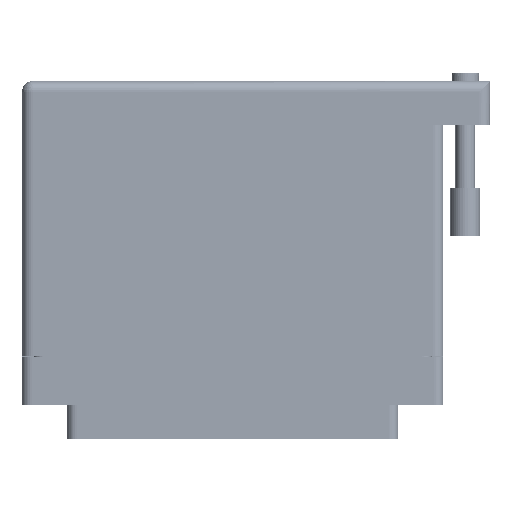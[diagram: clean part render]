
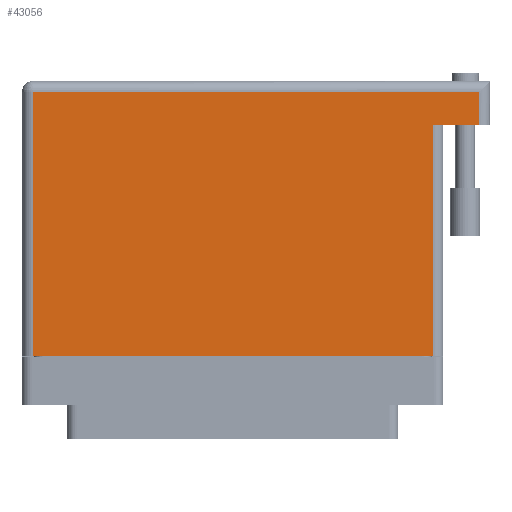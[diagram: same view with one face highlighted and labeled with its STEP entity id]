
A CAD part, front view. The second image highlights one B-rep face of the part: STEP entity #43056.
In plain terms, the highlighted face is planar.
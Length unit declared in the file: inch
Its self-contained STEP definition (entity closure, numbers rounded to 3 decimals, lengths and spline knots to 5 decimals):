
#1331 = CARTESIAN_POINT ( 'NONE',  ( 1.289, 1.395, 0.617 ) ) ;
#2265 = DIRECTION ( 'NONE',  ( 0., 0., -1. ) ) ;
#4789 = CARTESIAN_POINT ( 'NONE',  ( 1.589, 1.675, 0.617 ) ) ;
#6158 = ORIENTED_EDGE ( 'NONE', *, *, #54603, .T. ) ;
#6260 = LINE ( 'NONE', #32383, #32538 ) ;
#8396 = CARTESIAN_POINT ( 'NONE',  ( 1.289, 1.395, 0.617 ) ) ;
#11383 = DIRECTION ( 'NONE',  ( -1., 0., 0. ) ) ;
#11548 = CARTESIAN_POINT ( 'NONE',  ( -1.359, 1.675, 0.617 ) ) ;
#11828 = ORIENTED_EDGE ( 'NONE', *, *, #53645, .T. ) ;
#15004 = DIRECTION ( 'NONE',  ( 0., 1., 0. ) ) ;
#15676 = VERTEX_POINT ( 'NONE', #61868 ) ;
#15679 = ORIENTED_EDGE ( 'NONE', *, *, #36269, .F. ) ;
#15784 = AXIS2_PLACEMENT_3D ( 'NONE', #11548, #2265, #11383 ) ;
#17623 = EDGE_CURVE ( 'NONE', #40661, #64010, #60910, .T. ) ;
#18538 = LINE ( 'NONE', #61154, #58366 ) ;
#19536 = CARTESIAN_POINT ( 'NONE',  ( -1.289, 1.605, 0.617 ) ) ;
#20238 = LINE ( 'NONE', #54746, #47315 ) ;
#20991 = LINE ( 'NONE', #8396, #67539 ) ;
#24865 = CARTESIAN_POINT ( 'NONE',  ( 1.589, 1.605, 0.617 ) ) ;
#27748 = FACE_OUTER_BOUND ( 'NONE', #56019, .T. ) ;
#28941 = DIRECTION ( 'NONE',  ( 0., 1., 0. ) ) ;
#29852 = EDGE_CURVE ( 'NONE', #64010, #38112, #6260, .T. ) ;
#32383 = CARTESIAN_POINT ( 'NONE',  ( -1.359, -0.1, 0.617 ) ) ;
#32538 = VECTOR ( 'NONE', #58942, 39.37008 ) ;
#34106 = ORIENTED_EDGE ( 'NONE', *, *, #29852, .T. ) ;
#36269 = EDGE_CURVE ( 'NONE', #15676, #52155, #18538, .T. ) ;
#38112 = VERTEX_POINT ( 'NONE', #41827 ) ;
#38601 = CARTESIAN_POINT ( 'NONE',  ( -1.289, -0.1, 0.617 ) ) ;
#40661 = VERTEX_POINT ( 'NONE', #19536 ) ;
#41827 = CARTESIAN_POINT ( 'NONE',  ( 1.289, -0.1, 0.617 ) ) ;
#41944 = ORIENTED_EDGE ( 'NONE', *, *, #64729, .T. ) ;
#43056 = ADVANCED_FACE ( 'NONE', ( #27748 ), #63597, .F. ) ;
#44276 = DIRECTION ( 'NONE',  ( -1., 0., 0. ) ) ;
#47315 = VECTOR ( 'NONE', #44276, 39.37008 ) ;
#47406 = DIRECTION ( 'NONE',  ( 0., -1., 0. ) ) ;
#50721 = DIRECTION ( 'NONE',  ( -1., 0., 0. ) ) ;
#50783 = VECTOR ( 'NONE', #47406, 39.37008 ) ;
#52155 = VERTEX_POINT ( 'NONE', #1331 ) ;
#53645 = EDGE_CURVE ( 'NONE', #15676, #69427, #54216, .T. ) ;
#54216 = LINE ( 'NONE', #4789, #61814 ) ;
#54603 = EDGE_CURVE ( 'NONE', #38112, #52155, #20991, .T. ) ;
#54746 = CARTESIAN_POINT ( 'NONE',  ( -1.359, 1.605, 0.617 ) ) ;
#56019 = EDGE_LOOP ( 'NONE', ( #34106, #6158, #15679, #11828, #41944, #62149 ) ) ;
#58366 = VECTOR ( 'NONE', #50721, 39.37008 ) ;
#58942 = DIRECTION ( 'NONE',  ( 1., 0., 0. ) ) ;
#60910 = LINE ( 'NONE', #62589, #50783 ) ;
#61154 = CARTESIAN_POINT ( 'NONE',  ( 1.659, 1.395, 0.617 ) ) ;
#61814 = VECTOR ( 'NONE', #15004, 39.37008 ) ;
#61868 = CARTESIAN_POINT ( 'NONE',  ( 1.589, 1.395, 0.617 ) ) ;
#62149 = ORIENTED_EDGE ( 'NONE', *, *, #17623, .T. ) ;
#62589 = CARTESIAN_POINT ( 'NONE',  ( -1.289, -0.1, 0.617 ) ) ;
#63597 = PLANE ( 'NONE',  #15784 ) ;
#64010 = VERTEX_POINT ( 'NONE', #38601 ) ;
#64729 = EDGE_CURVE ( 'NONE', #69427, #40661, #20238, .T. ) ;
#67539 = VECTOR ( 'NONE', #28941, 39.37008 ) ;
#69427 = VERTEX_POINT ( 'NONE', #24865 ) ;
